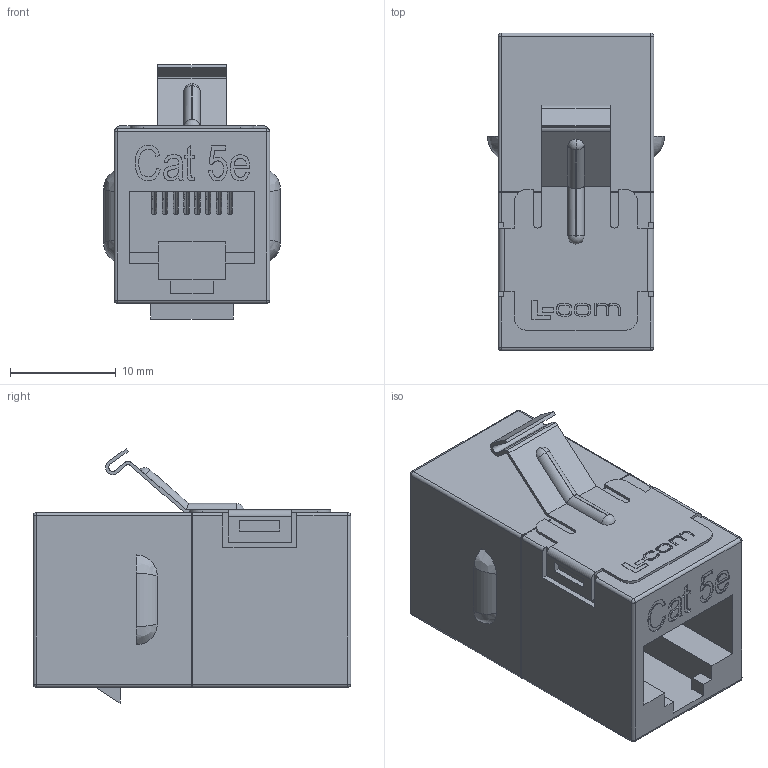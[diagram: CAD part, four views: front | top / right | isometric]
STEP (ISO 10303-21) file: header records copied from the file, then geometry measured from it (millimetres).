
FILE_DESCRIPTION (( 'STEP AP203' ), '1' );
FILE_NAME ('TDG1026KS-C5E.STEP', '2013-07-12T20:22:02', ( 'x' ), ( '' ), 'SwSTEP 2.0', 'SolidWorks 2012', '' );
FILE_SCHEMA (( 'CONFIG_CONTROL_DESIGN' ));
Length unit declared in the file: millimetre
Products named in the file (1): TDG1026KS-C5E
Bounding box: 16.7 x 30 x 24.02 mm (x, y, z)
Volume: 5386.1 mm3; surface area: 3702.2 mm2
Topology: 1 solids, 1 shells, 443 faces, 1226 edges, 796 vertices
Faces by surface type: plane 248, bspline 146, cylinder 38, sphere 8, torus 3
Entity records: 19712 total; most frequent: CARTESIAN_POINT 9198, ORIENTED_EDGE 2428, DIRECTION 1671, EDGE_CURVE 1214, LINE 837, VECTOR 837, VERTEX_POINT 796, EDGE_LOOP 504
